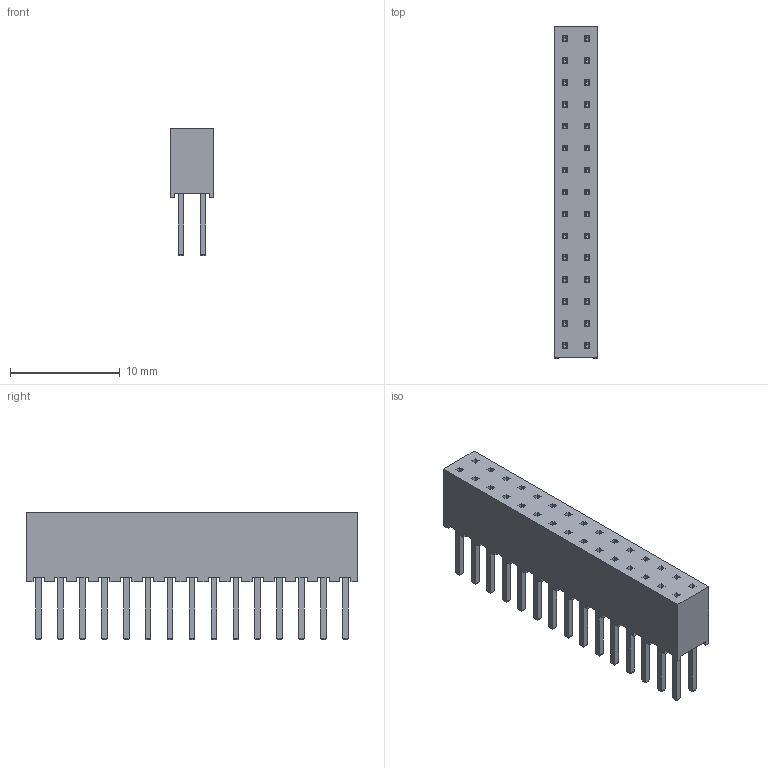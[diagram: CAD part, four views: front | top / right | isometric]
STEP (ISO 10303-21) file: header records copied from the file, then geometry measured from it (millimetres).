
FILE_DESCRIPTION(('FreeCAD Model'),'2;1');
FILE_NAME('Fusion.step', '2018-03-07T17:21:12',('kicad StepUp'),('ksu MCAD'), 'Open CASCADE STEP processor 6.8','FreeCAD','Unknown');
FILE_SCHEMA(('AUTOMOTIVE_DESIGN_CC2 { 1 2 10303 214 -1 1 5 4 }'));
Length unit declared in the file: millimetre
Products named in the file (1): Fusion
Bounding box: 4 x 30.3 x 11.63 mm (x, y, z)
Volume: 737.9 mm3; surface area: 1429.7 mm2
Topology: 1 solids, 1 shells, 940 faces, 2394 edges, 1516 vertices
Faces by surface type: plane 880, cylinder 60
Entity records: 34151 total; most frequent: CARTESIAN_POINT 4851, ORIENTED_EDGE 4788, DIRECTION 4396, EDGE_CURVE 2394, LINE 2274, VECTOR 2274, VERTEX_POINT 1516, AXIS2_PLACEMENT_3D 1061
